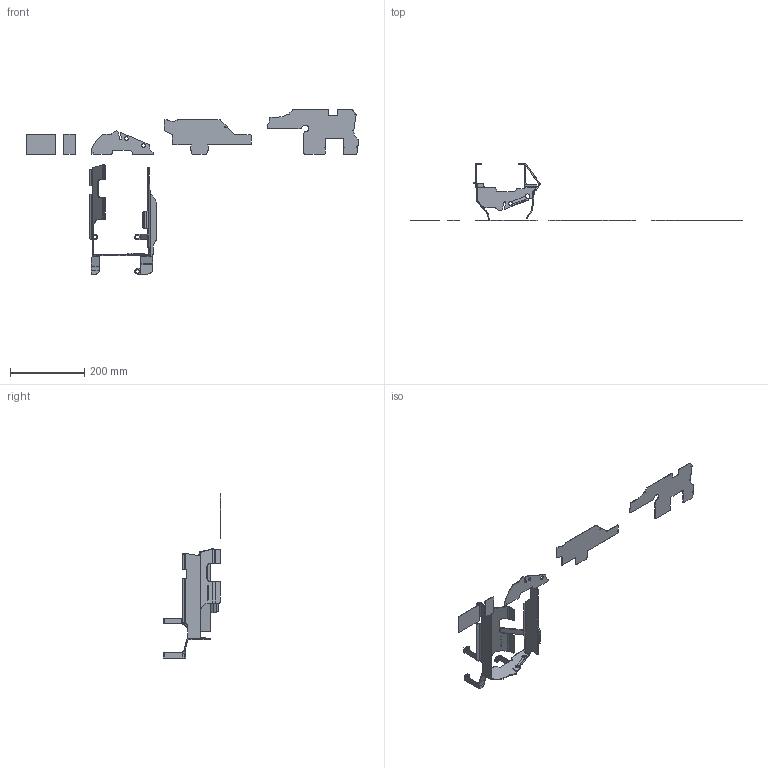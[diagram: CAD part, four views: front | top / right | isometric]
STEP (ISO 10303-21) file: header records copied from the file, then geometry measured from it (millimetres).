
FILE_DESCRIPTION(/* description */ (''),/* implementation_level */ '2;1');
FILE_NAME(/* name */ 'N20 N26 Oil Pan Baffles.step',/* time_stamp */ '2024-12-17T08:28:29+11:00',/* author */ (''),/* organization */ (''),/* preprocessor_version */ 'ST-DEVELOPER v20',/* originating_system */ 'Autodesk Translation Framework v13.14.0.145',/* authorisation */ '');
FILE_SCHEMA (('AUTOMOTIVE_DESIGN { 1 0 10303 214 3 1 1 }'));
Length unit declared in the file: millimetre
Products named in the file (1): N20 Oil Pan Baffles (v9~recovered)
Bounding box: 893 x 155.3 x 441.46 mm (x, y, z)
Volume: 161339 mm3; surface area: 189195.5 mm2
Topology: 6 solids, 6 shells, 1023 faces, 2789 edges, 1788 vertices
Faces by surface type: bspline 467, plane 366, cylinder 187, torus 2, sphere 1
Full cylindrical faces by diameter (mm): 10 x4
Entity records: 38361 total; most frequent: CARTESIAN_POINT 15192, ORIENTED_EDGE 5574, DIRECTION 3487, EDGE_CURVE 2787, VERTEX_POINT 1788, LINE 1637, VECTOR 1637, EDGE_LOOP 1043
